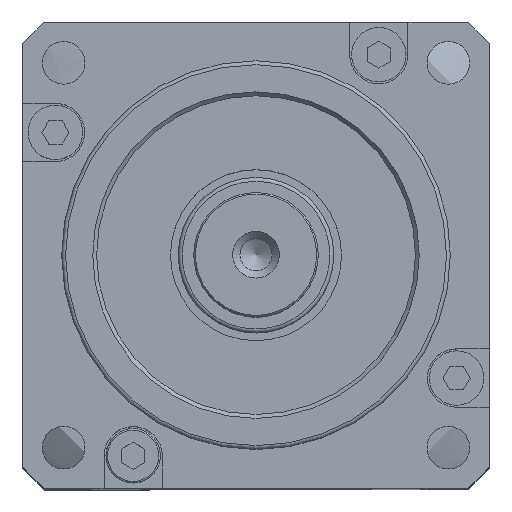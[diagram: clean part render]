
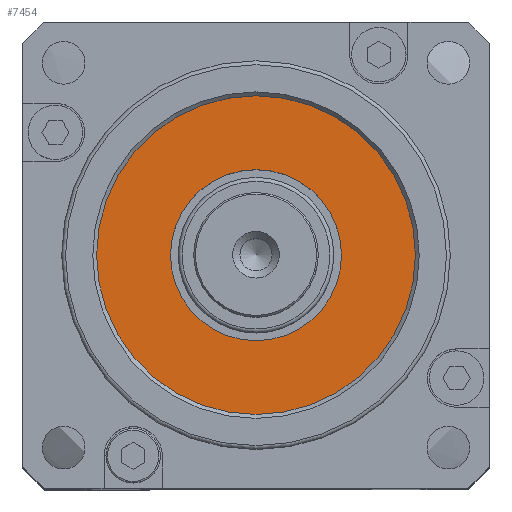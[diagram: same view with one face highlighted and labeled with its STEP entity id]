
A CAD part, top view. The second image highlights one B-rep face of the part: STEP entity #7454.
In plain terms, the highlighted planar face has unit normal (0, 0, 1).
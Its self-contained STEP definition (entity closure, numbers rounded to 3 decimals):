
#7399=CARTESIAN_POINT('',(11.0,0.,121.2));
#7400=VERTEX_POINT('',#7399);
#7401=CARTESIAN_POINT('',(0.,0.,121.2));
#7402=DIRECTION('',(0.0,0.0,-1.0));
#7403=DIRECTION('',(-1.0,0.0,0.0));
#7404=AXIS2_PLACEMENT_3D('',#7401,#7402,#7403);
#7405=CIRCLE('',#7404,11.0);
#7406=EDGE_CURVE('',#7400,#7400,#7405,.T.);
#7431=CARTESIAN_POINT('',(20.5,0.,121.2));
#7432=VERTEX_POINT('',#7431);
#7433=CARTESIAN_POINT('',(0.,0.,121.2));
#7434=DIRECTION('',(0.0,0.0,-1.0));
#7435=DIRECTION('',(-1.0,0.0,0.0));
#7436=AXIS2_PLACEMENT_3D('',#7433,#7434,#7435);
#7437=CIRCLE('',#7436,20.5);
#7438=EDGE_CURVE('',#7432,#7432,#7437,.T.);
#7443=CARTESIAN_POINT('',(0.,0.,121.2));
#7444=DIRECTION('',(0.0,0.0,-1.0));
#7445=DIRECTION('',(-1.0,0.0,0.0));
#7446=AXIS2_PLACEMENT_3D('',#7443,#7444,#7445);
#7447=PLANE('',#7446);
#7448=ORIENTED_EDGE('',*,*,#7438,.F.);
#7449=EDGE_LOOP('',(#7448));
#7450=FACE_OUTER_BOUND('',#7449,.T.);
#7451=ORIENTED_EDGE('',*,*,#7406,.T.);
#7452=EDGE_LOOP('',(#7451));
#7453=FACE_BOUND('',#7452,.T.);
#7454=ADVANCED_FACE('',(#7450,#7453),#7447,.F.);
